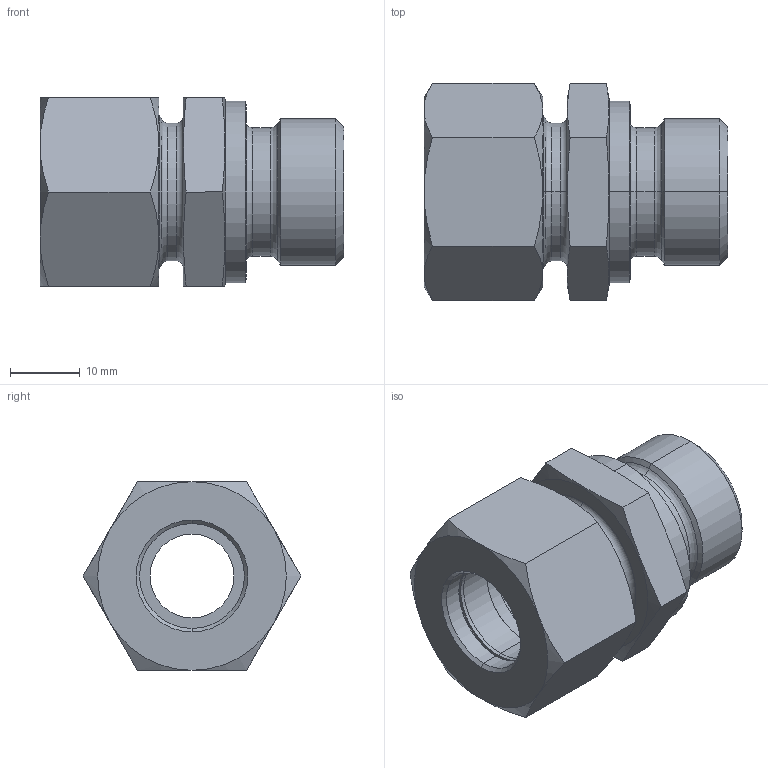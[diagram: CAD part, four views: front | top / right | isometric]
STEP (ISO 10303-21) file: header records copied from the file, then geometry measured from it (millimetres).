
FILE_DESCRIPTION (( 'STEP AP203' ), '1' );
FILE_NAME ('GEV15LR1_2 (102516) STD.step', '2018-05-24T07:19:49', ( '' ), ( '' ), 'SwSTEP 2.0', 'SolidWorks 2017', '' );
FILE_SCHEMA (( 'CONFIG_CONTROL_DESIGN' ));
Length unit declared in the file: millimetre
Products named in the file (1): GEV15LR1_2 (102516) STD
Bounding box: 43.5 x 31.18 x 27 mm (x, y, z)
Volume: 15731.6 mm3; surface area: 9175.5 mm2
Topology: 3 solids, 3 shells, 112 faces, 236 edges, 136 vertices
Faces by surface type: cone 46, cylinder 24, plane 24, torus 18
Entity records: 3227 total; most frequent: CARTESIAN_POINT 733, DIRECTION 548, ORIENTED_EDGE 472, AXIS2_PLACEMENT_3D 239, EDGE_CURVE 236, VERTEX_POINT 136, CIRCLE 126, EDGE_LOOP 124
